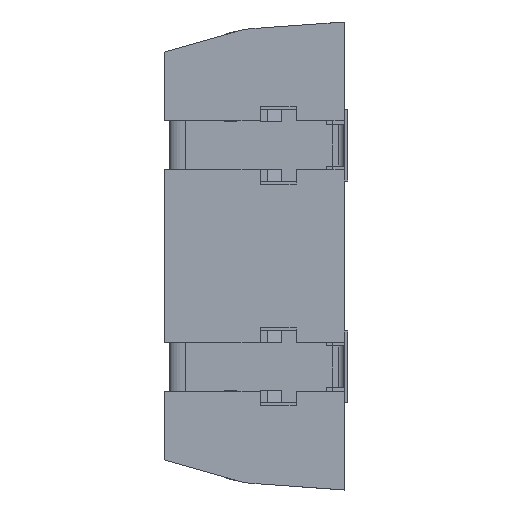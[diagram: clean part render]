
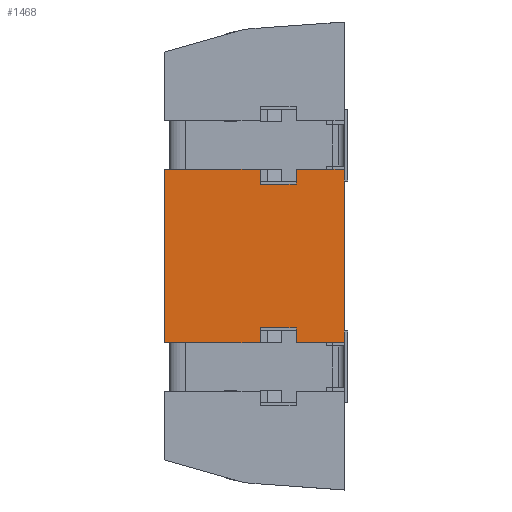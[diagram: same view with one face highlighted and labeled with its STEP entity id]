
A CAD part, left-side view. The second image highlights one B-rep face of the part: STEP entity #1468.
In plain terms, the highlighted planar face has unit normal (-1, 0, 0).
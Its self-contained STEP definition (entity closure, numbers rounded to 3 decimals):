
#87 = VERTEX_POINT ( 'NONE', #7562 ) ;
#191 = DIRECTION ( 'NONE',  ( 0., -1., 0. ) ) ;
#286 = DIRECTION ( 'NONE',  ( 0., 0., 1. ) ) ;
#307 = LINE ( 'NONE', #2739, #6015 ) ;
#313 = LINE ( 'NONE', #4080, #4373 ) ;
#354 = LINE ( 'NONE', #7266, #7217 ) ;
#360 = VERTEX_POINT ( 'NONE', #4819 ) ;
#462 = VERTEX_POINT ( 'NONE', #5133 ) ;
#520 = DIRECTION ( 'NONE',  ( 0., 0., 1. ) ) ;
#555 = CARTESIAN_POINT ( 'NONE',  ( -39., 0., 7.249 ) ) ;
#581 = EDGE_CURVE ( 'NONE', #5426, #7824, #893, .T. ) ;
#657 = DIRECTION ( 'NONE',  ( 1., 0., 0. ) ) ;
#662 = ORIENTED_EDGE ( 'NONE', *, *, #920, .T. ) ;
#705 = ORIENTED_EDGE ( 'NONE', *, *, #5470, .T. ) ;
#885 = EDGE_CURVE ( 'NONE', #1727, #462, #4361, .T. ) ;
#893 = LINE ( 'NONE', #3402, #2007 ) ;
#897 = LINE ( 'NONE', #5820, #7072 ) ;
#920 = EDGE_CURVE ( 'NONE', #6360, #87, #3191, .T. ) ;
#1163 = ORIENTED_EDGE ( 'NONE', *, *, #5171, .T. ) ;
#1183 = PLANE ( 'NONE',  #4683 ) ;
#1266 = VECTOR ( 'NONE', #2193, 1000. ) ;
#1307 = VERTEX_POINT ( 'NONE', #6632 ) ;
#1337 = CARTESIAN_POINT ( 'NONE',  ( -39., 0., 7.249 ) ) ;
#1418 = CARTESIAN_POINT ( 'NONE',  ( -39., 7., -6. ) ) ;
#1468 = ADVANCED_FACE ( 'NONE', ( #6068 ), #1183, .F. ) ;
#1502 = LINE ( 'NONE', #1587, #1266 ) ;
#1567 = ORIENTED_EDGE ( 'NONE', *, *, #885, .T. ) ;
#1587 = CARTESIAN_POINT ( 'NONE',  ( -39., 4., 6. ) ) ;
#1698 = CARTESIAN_POINT ( 'NONE',  ( -39., 4., 6. ) ) ;
#1727 = VERTEX_POINT ( 'NONE', #2229 ) ;
#1979 = DIRECTION ( 'NONE',  ( 0., 1., 0. ) ) ;
#2001 = LINE ( 'NONE', #7690, #7170 ) ;
#2002 = ORIENTED_EDGE ( 'NONE', *, *, #5896, .T. ) ;
#2007 = VECTOR ( 'NONE', #2916, 1000. ) ;
#2057 = EDGE_CURVE ( 'NONE', #7824, #7908, #6491, .T. ) ;
#2180 = CARTESIAN_POINT ( 'NONE',  ( -39., 4., -6. ) ) ;
#2193 = DIRECTION ( 'NONE',  ( 0., 0., -1. ) ) ;
#2208 = VERTEX_POINT ( 'NONE', #555 ) ;
#2229 = CARTESIAN_POINT ( 'NONE',  ( -39., 7., 6. ) ) ;
#2234 = ORIENTED_EDGE ( 'NONE', *, *, #2057, .T. ) ;
#2291 = ORIENTED_EDGE ( 'NONE', *, *, #6057, .T. ) ;
#2739 = CARTESIAN_POINT ( 'NONE',  ( -39., 0., -19.5 ) ) ;
#2781 = DIRECTION ( 'NONE',  ( 0., 0., -1. ) ) ;
#2916 = DIRECTION ( 'NONE',  ( 0., -1., 0. ) ) ;
#3191 = LINE ( 'NONE', #3272, #5628 ) ;
#3258 = EDGE_CURVE ( 'NONE', #87, #5426, #354, .T. ) ;
#3272 = CARTESIAN_POINT ( 'NONE',  ( -39., 0., -7.249 ) ) ;
#3402 = CARTESIAN_POINT ( 'NONE',  ( -39., 7., -6. ) ) ;
#3829 = VERTEX_POINT ( 'NONE', #3851 ) ;
#3851 = CARTESIAN_POINT ( 'NONE',  ( -39., 0., -7.249 ) ) ;
#3882 = LINE ( 'NONE', #1337, #4086 ) ;
#4080 = CARTESIAN_POINT ( 'NONE',  ( -39., 0., -7.249 ) ) ;
#4086 = VECTOR ( 'NONE', #5572, 1000. ) ;
#4105 = ORIENTED_EDGE ( 'NONE', *, *, #7233, .F. ) ;
#4140 = ORIENTED_EDGE ( 'NONE', *, *, #3258, .T. ) ;
#4203 = CARTESIAN_POINT ( 'NONE',  ( -39., 4., -6. ) ) ;
#4361 = LINE ( 'NONE', #6853, #5741 ) ;
#4373 = VECTOR ( 'NONE', #5247, 1000. ) ;
#4678 = EDGE_LOOP ( 'NONE', ( #7688, #2291, #705, #5089, #2002, #1567, #1163, #4105, #662, #4140, #6936, #2234 ) ) ;
#4683 = AXIS2_PLACEMENT_3D ( 'NONE', #6748, #657, #5459 ) ;
#4819 = CARTESIAN_POINT ( 'NONE',  ( -39., 15., 7.249 ) ) ;
#5089 = ORIENTED_EDGE ( 'NONE', *, *, #7186, .T. ) ;
#5120 = DIRECTION ( 'NONE',  ( 0., 0., 1. ) ) ;
#5133 = CARTESIAN_POINT ( 'NONE',  ( -39., 7., 7.249 ) ) ;
#5171 = EDGE_CURVE ( 'NONE', #462, #360, #2001, .T. ) ;
#5247 = DIRECTION ( 'NONE',  ( 0., -1., 0. ) ) ;
#5426 = VERTEX_POINT ( 'NONE', #1418 ) ;
#5459 = DIRECTION ( 'NONE',  ( 0., 0., -1. ) ) ;
#5470 = EDGE_CURVE ( 'NONE', #2208, #1307, #3882, .T. ) ;
#5572 = DIRECTION ( 'NONE',  ( 0., 1., 0. ) ) ;
#5628 = VECTOR ( 'NONE', #191, 1000. ) ;
#5642 = CARTESIAN_POINT ( 'NONE',  ( -39., 7., 6. ) ) ;
#5741 = VECTOR ( 'NONE', #6367, 1000. ) ;
#5820 = CARTESIAN_POINT ( 'NONE',  ( -39., 15., 17. ) ) ;
#5832 = DIRECTION ( 'NONE',  ( 0., 1., 0. ) ) ;
#5896 = EDGE_CURVE ( 'NONE', #7796, #1727, #6244, .T. ) ;
#6015 = VECTOR ( 'NONE', #5120, 1000. ) ;
#6057 = EDGE_CURVE ( 'NONE', #3829, #2208, #307, .T. ) ;
#6068 = FACE_OUTER_BOUND ( 'NONE', #4678, .T. ) ;
#6234 = CARTESIAN_POINT ( 'NONE',  ( -39., 15., -7.249 ) ) ;
#6244 = LINE ( 'NONE', #5642, #6390 ) ;
#6360 = VERTEX_POINT ( 'NONE', #6234 ) ;
#6367 = DIRECTION ( 'NONE',  ( 0., 0., 1. ) ) ;
#6390 = VECTOR ( 'NONE', #1979, 1000. ) ;
#6436 = CARTESIAN_POINT ( 'NONE',  ( -39., 4., -7.249 ) ) ;
#6491 = LINE ( 'NONE', #2180, #7518 ) ;
#6632 = CARTESIAN_POINT ( 'NONE',  ( -39., 4., 7.249 ) ) ;
#6748 = CARTESIAN_POINT ( 'NONE',  ( -39., 7., -19.5 ) ) ;
#6853 = CARTESIAN_POINT ( 'NONE',  ( -39., 7., 6. ) ) ;
#6936 = ORIENTED_EDGE ( 'NONE', *, *, #581, .T. ) ;
#7072 = VECTOR ( 'NONE', #286, 1000. ) ;
#7170 = VECTOR ( 'NONE', #5832, 1000. ) ;
#7186 = EDGE_CURVE ( 'NONE', #1307, #7796, #1502, .T. ) ;
#7217 = VECTOR ( 'NONE', #520, 1000. ) ;
#7233 = EDGE_CURVE ( 'NONE', #6360, #360, #897, .T. ) ;
#7266 = CARTESIAN_POINT ( 'NONE',  ( -39., 7., -6. ) ) ;
#7518 = VECTOR ( 'NONE', #2781, 1000. ) ;
#7562 = CARTESIAN_POINT ( 'NONE',  ( -39., 7., -7.249 ) ) ;
#7572 = EDGE_CURVE ( 'NONE', #7908, #3829, #313, .T. ) ;
#7688 = ORIENTED_EDGE ( 'NONE', *, *, #7572, .T. ) ;
#7690 = CARTESIAN_POINT ( 'NONE',  ( -39., 0., 7.249 ) ) ;
#7796 = VERTEX_POINT ( 'NONE', #1698 ) ;
#7824 = VERTEX_POINT ( 'NONE', #4203 ) ;
#7908 = VERTEX_POINT ( 'NONE', #6436 ) ;
